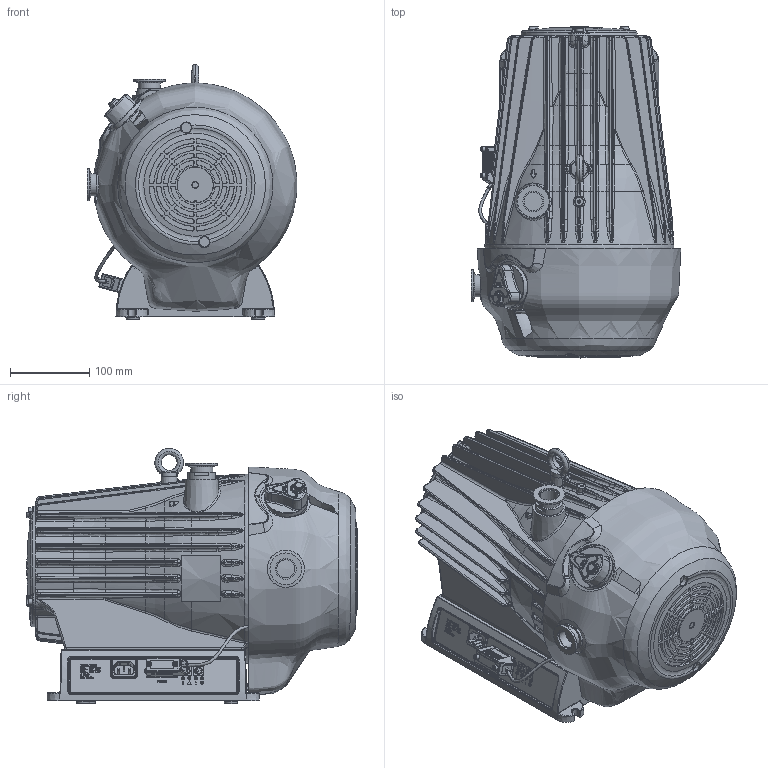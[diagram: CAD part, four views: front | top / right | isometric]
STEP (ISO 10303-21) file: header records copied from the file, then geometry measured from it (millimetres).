
FILE_DESCRIPTION(/* description */ (''),/* implementation_level */ '2;1');
FILE_NAME(/* name */ 'PD900003_SW.stp',/* time_stamp */ '2020-02-27T13:49:39+01:00',/* author */ ('SCHAEFER'),/* organization */ (''),/* preprocessor_version */ 'ST-DEVELOPER v17',/* originating_system */ 'Autodesk Inventor 2018',/* authorisation */ '');
FILE_SCHEMA (('AUTOMOTIVE_DESIGN { 1 0 10303 214 3 1 1 }'));
Products named in the file (1): PD900003_SW.ipt
Bounding box: 264.66 x 418.65 x 322.1 mm (x, y, z)
Volume: 16270345.4 mm3; surface area: 744308.8 mm2
Topology: 1 solids, 65 shells, 5256 faces, 13552 edges, 8585 vertices
Faces by surface type: bspline 2203, plane 1589, cylinder 664, cone 396, torus 275, sphere 129
Full cylindrical faces by diameter (mm): 2 x15, 2.385 x2, 2.4 x2, 2.45 x2, 2.459 x7, 2.5 x4, 2.8 x12, 3 x2, 3.242 x1, 3.3 x4, 3.5 x2, 3.7 x1, 4 x13, 4.134 x7, 4.3 x1, 5 x4, 5.2 x1, 5.4 x3, 5.5 x3, 5.54 x4, 6 x2, 6.4 x1, 6.647 x1, 7 x2, 7.301 x1, 8.5 x3, 9 x4, 9.002 x1, 9.73 x1, 11 x1
Entity records: 247548 total; most frequent: CARTESIAN_POINT 133677, ORIENTED_EDGE 26894, DIRECTION 18382, EDGE_CURVE 13448, VERTEX_POINT 8583, AXIS2_PLACEMENT_3D 6931, EDGE_LOOP 5630, FACE_OUTER_BOUND 5256
